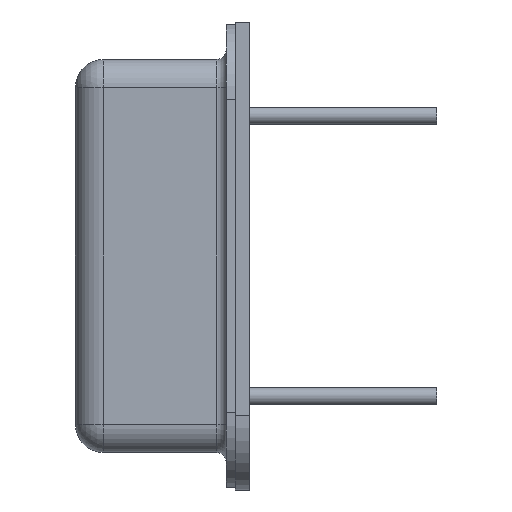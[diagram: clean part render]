
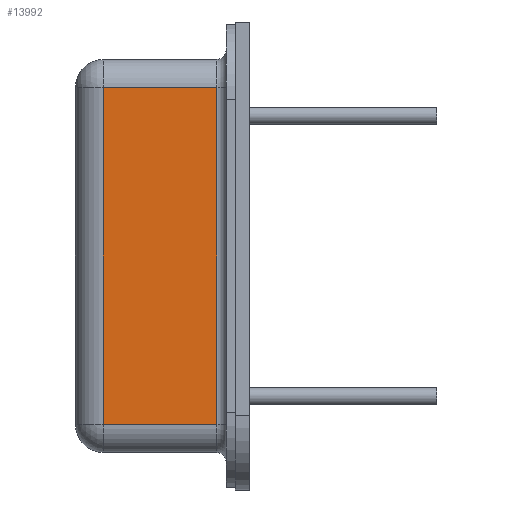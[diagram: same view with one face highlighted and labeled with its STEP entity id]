
A CAD part, left-side view. The second image highlights one B-rep face of the part: STEP entity #13992.
In plain terms, the highlighted planar face has unit normal (-1, 0, 0).
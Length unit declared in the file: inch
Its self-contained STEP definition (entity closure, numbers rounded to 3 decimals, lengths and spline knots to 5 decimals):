
#37 = DIRECTION ( 'NONE',  ( 0., -1., 0. ) ) ;
#56 = VERTEX_POINT ( 'NONE', #7877 ) ;
#302 = ORIENTED_EDGE ( 'NONE', *, *, #13028, .F. ) ;
#345 = CARTESIAN_POINT ( 'NONE',  ( -2.28208, 0.38482, 0.5823 ) ) ;
#945 = DIRECTION ( 'NONE',  ( 0., 0., -1. ) ) ;
#1648 = EDGE_CURVE ( 'NONE', #11659, #56, #6645, .T. ) ;
#1867 = FACE_OUTER_BOUND ( 'NONE', #14014, .T. ) ;
#2800 = CARTESIAN_POINT ( 'NONE',  ( -2.28208, 0.38482, 0.5823 ) ) ;
#3201 = VERTEX_POINT ( 'NONE', #6979 ) ;
#3516 = ORIENTED_EDGE ( 'NONE', *, *, #4914, .T. ) ;
#4828 = VECTOR ( 'NONE', #5370, 39.37008 ) ;
#4914 = EDGE_CURVE ( 'NONE', #12332, #11659, #11288, .T. ) ;
#5370 = DIRECTION ( 'NONE',  ( 0., 0., 1. ) ) ;
#5746 = VECTOR ( 'NONE', #9681, 39.37008 ) ;
#6645 = LINE ( 'NONE', #345, #4828 ) ;
#6796 = LINE ( 'NONE', #10603, #5746 ) ;
#6979 = CARTESIAN_POINT ( 'NONE',  ( -2.28208, 0.50582, 0.9423 ) ) ;
#7621 = EDGE_CURVE ( 'NONE', #3201, #12332, #6796, .T. ) ;
#7877 = CARTESIAN_POINT ( 'NONE',  ( -2.28208, 0.38482, 0.9423 ) ) ;
#8945 = CARTESIAN_POINT ( 'NONE',  ( -2.28208, 0.53582, 0.9423 ) ) ;
#9433 = ORIENTED_EDGE ( 'NONE', *, *, #7621, .T. ) ;
#9681 = DIRECTION ( 'NONE',  ( 0., 0., -1. ) ) ;
#10603 = CARTESIAN_POINT ( 'NONE',  ( -2.28208, 0.50582, 0.5823 ) ) ;
#10871 = CARTESIAN_POINT ( 'NONE',  ( -2.28208, 0.53582, 0.5823 ) ) ;
#11288 = LINE ( 'NONE', #13887, #14867 ) ;
#11659 = VERTEX_POINT ( 'NONE', #2800 ) ;
#11730 = LINE ( 'NONE', #8945, #16265 ) ;
#12332 = VERTEX_POINT ( 'NONE', #15479 ) ;
#12701 = DIRECTION ( 'NONE',  ( 0., -1., 0. ) ) ;
#13028 = EDGE_CURVE ( 'NONE', #3201, #56, #11730, .T. ) ;
#13887 = CARTESIAN_POINT ( 'NONE',  ( -2.28208, 0.53582, 0.5823 ) ) ;
#13992 = ADVANCED_FACE ( 'NONE', ( #1867 ), #14541, .F. ) ;
#14014 = EDGE_LOOP ( 'NONE', ( #3516, #14348, #302, #9433 ) ) ;
#14217 = AXIS2_PLACEMENT_3D ( 'NONE', #10871, #15875, #945 ) ;
#14348 = ORIENTED_EDGE ( 'NONE', *, *, #1648, .T. ) ;
#14541 = PLANE ( 'NONE',  #14217 ) ;
#14867 = VECTOR ( 'NONE', #37, 39.37008 ) ;
#15479 = CARTESIAN_POINT ( 'NONE',  ( -2.28208, 0.50582, 0.5823 ) ) ;
#15875 = DIRECTION ( 'NONE',  ( 1., 0., 0. ) ) ;
#16265 = VECTOR ( 'NONE', #12701, 39.37008 ) ;
